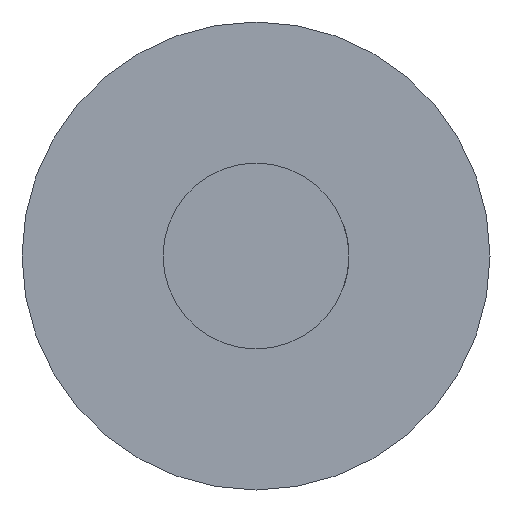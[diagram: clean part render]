
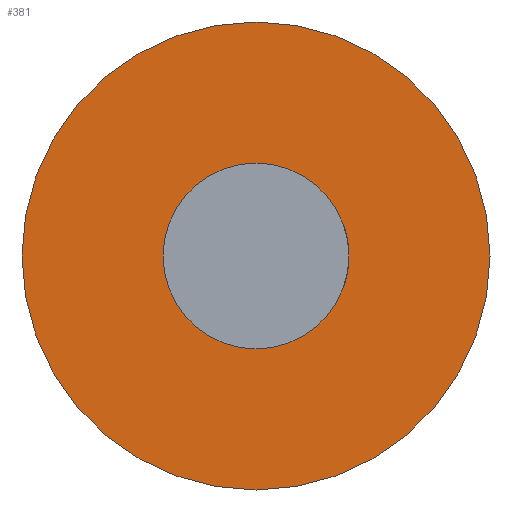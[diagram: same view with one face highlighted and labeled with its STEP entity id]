
A CAD part, left-side view. The second image highlights one B-rep face of the part: STEP entity #381.
In plain terms, the highlighted planar face has unit normal (-1, 0, 0).
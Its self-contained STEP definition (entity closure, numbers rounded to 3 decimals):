
#55=PLANE('',#502);
#73=FACE_OUTER_BOUND('',#99,.T.);
#99=EDGE_LOOP('',(#310,#311));
#145=CIRCLE('',#475,34.);
#146=CIRCLE('',#476,34.);
#176=VERTEX_POINT('',#673);
#177=VERTEX_POINT('',#675);
#215=EDGE_CURVE('',#176,#177,#145,.T.);
#216=EDGE_CURVE('',#177,#176,#146,.T.);
#310=ORIENTED_EDGE('',*,*,#216,.F.);
#311=ORIENTED_EDGE('',*,*,#215,.F.);
#381=ADVANCED_FACE('',(#73),#55,.T.);
#475=AXIS2_PLACEMENT_3D('',#676,#541,#542);
#476=AXIS2_PLACEMENT_3D('',#677,#543,#544);
#502=AXIS2_PLACEMENT_3D('',#723,#599,#600);
#541=DIRECTION('center_axis',(1.,0.,0.));
#542=DIRECTION('ref_axis',(0.,0.,-1.));
#543=DIRECTION('center_axis',(1.,0.,0.));
#544=DIRECTION('ref_axis',(0.,0.,-1.));
#599=DIRECTION('center_axis',(-1.,0.,0.));
#600=DIRECTION('ref_axis',(0.,0.,1.));
#673=CARTESIAN_POINT('',(0.,-34.,0.));
#675=CARTESIAN_POINT('',(0.,34.,0.));
#676=CARTESIAN_POINT('Origin',(0.,0.,0.));
#677=CARTESIAN_POINT('Origin',(0.,0.,0.));
#723=CARTESIAN_POINT('Origin',(0.,34.,0.));
